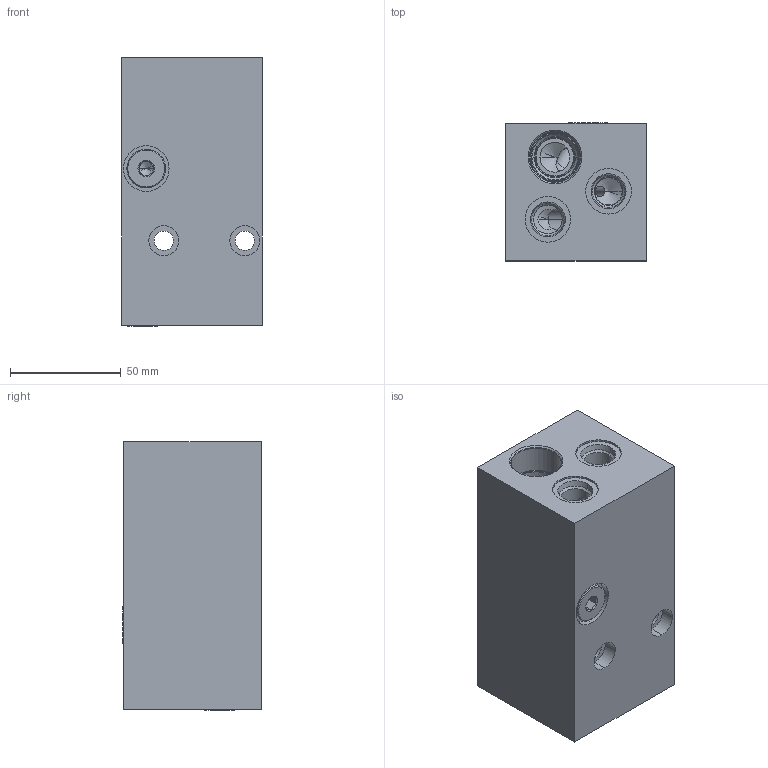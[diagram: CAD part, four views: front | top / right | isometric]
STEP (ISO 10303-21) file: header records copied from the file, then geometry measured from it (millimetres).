
FILE_DESCRIPTION((''),'2;1');
FILE_NAME('VTV_ASM','2021-08-13T',('ProEService'),(''),'PRO/ENGINEER BY PARAMETRIC TECHNOLOGY CORPORATION, 2014200','PRO/ENGINEER BY PARAMETRIC TECHNOLOGY CORPORATION, 2014200','');
FILE_SCHEMA(('CONFIG_CONTROL_DESIGN'));
Length unit declared in the file: inch
Products named in the file (6): 152-911-002; 500-001-113; A330-006-004; 850-004-218; A330-006-006; VTV_ASM
Assembly tree (5 placements, depth 2):
  VTV_ASM
    152-911-002
    500-001-113
    A330-006-004
    850-004-218
    A330-006-006
Bounding box: 63.5 x 62.38 x 121.18 mm (x, y, z)
Volume: 388249 mm3; surface area: 66809.3 mm2
Topology: 5 solids, 5 shells, 312 faces, 994 edges, 822 vertices
Faces by surface type: cylinder 120, cone 111, plane 53, torus 18, sphere 6, revolution 4
Entity records: 13112 total; most frequent: CARTESIAN_POINT 4527, DIRECTION 1823, ORIENTED_EDGE 1486, EDGE_CURVE 743, AXIS2_PLACEMENT_3D 659, VECTOR 501, LINE 501, VERTEX_POINT 447
